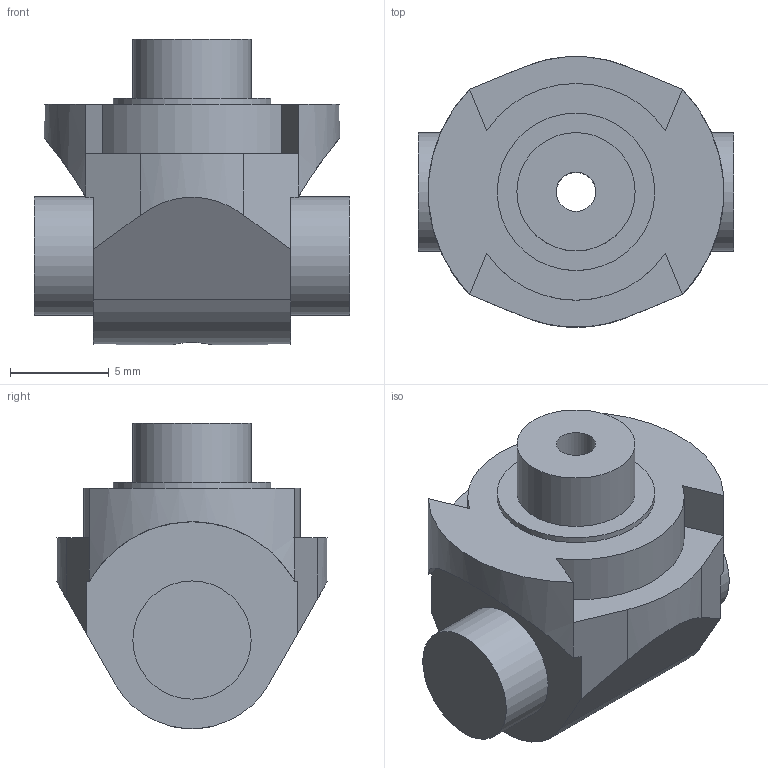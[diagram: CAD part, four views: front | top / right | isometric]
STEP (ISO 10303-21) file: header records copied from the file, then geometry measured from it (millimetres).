
FILE_DESCRIPTION(/* description */ ('STEP AP214'),/* implementation_level */ '2;1');
FILE_NAME(/* name */ '683c51ae4258294a187f42a8',/* time_stamp */ '2025-06-01T13:12:16Z',/* author */ (''),/* organization */ (''),/* preprocessor_version */ 'ST-DEVELOPER v20',/* originating_system */ 'ONSHAPE BY PTC INC, 1.198',/* authorisation */ ' ');
FILE_SCHEMA (('AUTOMOTIVE_DESIGN {1 0 10303 214 3 1 1}'));
Length unit declared in the file: metre
Products named in the file (1): CMCa_05
Bounding box: 16 x 13.74 x 15.5 mm (x, y, z)
Volume: 1499.3 mm3; surface area: 1051 mm2
Topology: 1 solids, 1 shells, 37 faces, 87 edges, 56 vertices
Faces by surface type: plane 23, cylinder 14
Full cylindrical faces by diameter (mm): 2 x1, 6 x3, 8 x1
Entity records: 1067 total; most frequent: CARTESIAN_POINT 198, DIRECTION 176, ORIENTED_EDGE 160, EDGE_CURVE 80, AXIS2_PLACEMENT_3D 61, LINE 54, VECTOR 54, VERTEX_POINT 54
